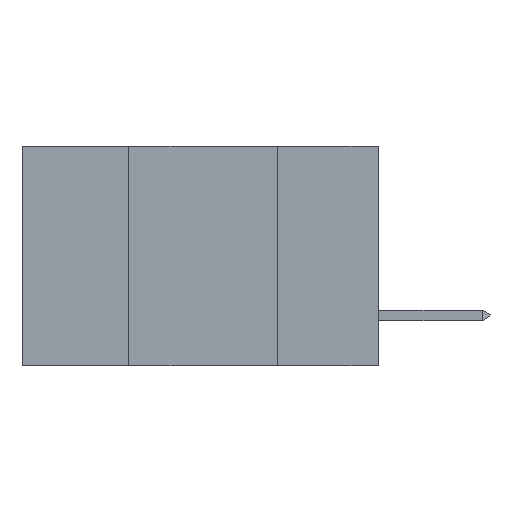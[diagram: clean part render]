
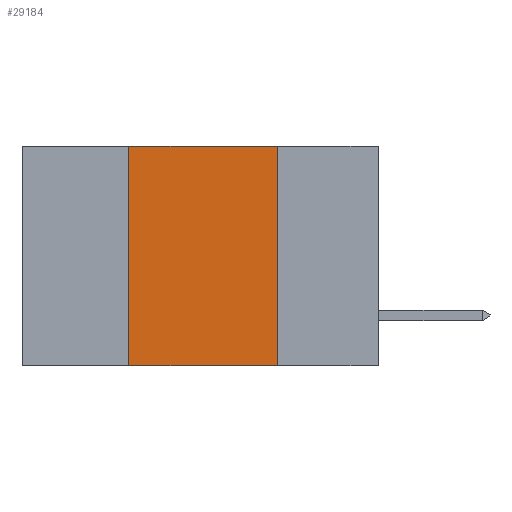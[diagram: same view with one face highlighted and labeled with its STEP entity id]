
A CAD part, left-side view. The second image highlights one B-rep face of the part: STEP entity #29184.
In plain terms, the highlighted planar face has unit normal (-1, 0, 0).
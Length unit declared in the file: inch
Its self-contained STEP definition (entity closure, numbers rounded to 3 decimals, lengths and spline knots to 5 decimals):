
#1446 = EDGE_CURVE ( 'NONE', #16600, #13058, #13334, .T. ) ;
#2480 = VERTEX_POINT ( 'NONE', #22388 ) ;
#4579 = ORIENTED_EDGE ( 'NONE', *, *, #1446, .F. ) ;
#4596 = LINE ( 'NONE', #25982, #28664 ) ;
#4795 = CARTESIAN_POINT ( 'NONE',  ( 0., 0.6, -0.37 ) ) ;
#5255 = DIRECTION ( 'NONE',  ( 0., 0., 1. ) ) ;
#5437 = CARTESIAN_POINT ( 'NONE',  ( 0., 0.17, -0.37 ) ) ;
#5574 = DIRECTION ( 'NONE',  ( 0., -1., 0. ) ) ;
#6622 = DIRECTION ( 'NONE',  ( 0., 0., -1. ) ) ;
#6924 = CARTESIAN_POINT ( 'NONE',  ( 0., 0.6, 0. ) ) ;
#7917 = CARTESIAN_POINT ( 'NONE',  ( 0., 0.6, 0. ) ) ;
#8094 = CARTESIAN_POINT ( 'NONE',  ( 0., 0.42, 0. ) ) ;
#9385 = ORIENTED_EDGE ( 'NONE', *, *, #14929, .F. ) ;
#9719 = EDGE_LOOP ( 'NONE', ( #23284, #4579, #9385, #27069 ) ) ;
#10182 = CARTESIAN_POINT ( 'NONE',  ( 0., 0.17, 0. ) ) ;
#11156 = FACE_OUTER_BOUND ( 'NONE', #9719, .T. ) ;
#13058 = VERTEX_POINT ( 'NONE', #10182 ) ;
#13334 = LINE ( 'NONE', #7917, #26809 ) ;
#14034 = VECTOR ( 'NONE', #23315, 39.37008 ) ;
#14426 = CARTESIAN_POINT ( 'NONE',  ( 0., 0.42, 0. ) ) ;
#14929 = EDGE_CURVE ( 'NONE', #2480, #16600, #27988, .T. ) ;
#16294 = VECTOR ( 'NONE', #5255, 39.37008 ) ;
#16600 = VERTEX_POINT ( 'NONE', #8094 ) ;
#18439 = DIRECTION ( 'NONE',  ( 1., 0., 0. ) ) ;
#20214 = LINE ( 'NONE', #4795, #14034 ) ;
#20863 = PLANE ( 'NONE',  #29394 ) ;
#22388 = CARTESIAN_POINT ( 'NONE',  ( 0., 0.42, -0.37 ) ) ;
#23284 = ORIENTED_EDGE ( 'NONE', *, *, #29349, .F. ) ;
#23315 = DIRECTION ( 'NONE',  ( 0., -1., 0. ) ) ;
#25982 = CARTESIAN_POINT ( 'NONE',  ( 0., 0.17, 0. ) ) ;
#26809 = VECTOR ( 'NONE', #5574, 39.37008 ) ;
#27069 = ORIENTED_EDGE ( 'NONE', *, *, #29940, .T. ) ;
#27936 = VERTEX_POINT ( 'NONE', #5437 ) ;
#27988 = LINE ( 'NONE', #14426, #16294 ) ;
#28433 = DIRECTION ( 'NONE',  ( 0., 0., -1. ) ) ;
#28664 = VECTOR ( 'NONE', #28433, 39.37008 ) ;
#29184 = ADVANCED_FACE ( 'NONE', ( #11156 ), #20863, .F. ) ;
#29349 = EDGE_CURVE ( 'NONE', #13058, #27936, #4596, .T. ) ;
#29394 = AXIS2_PLACEMENT_3D ( 'NONE', #6924, #18439, #6622 ) ;
#29940 = EDGE_CURVE ( 'NONE', #2480, #27936, #20214, .T. ) ;
